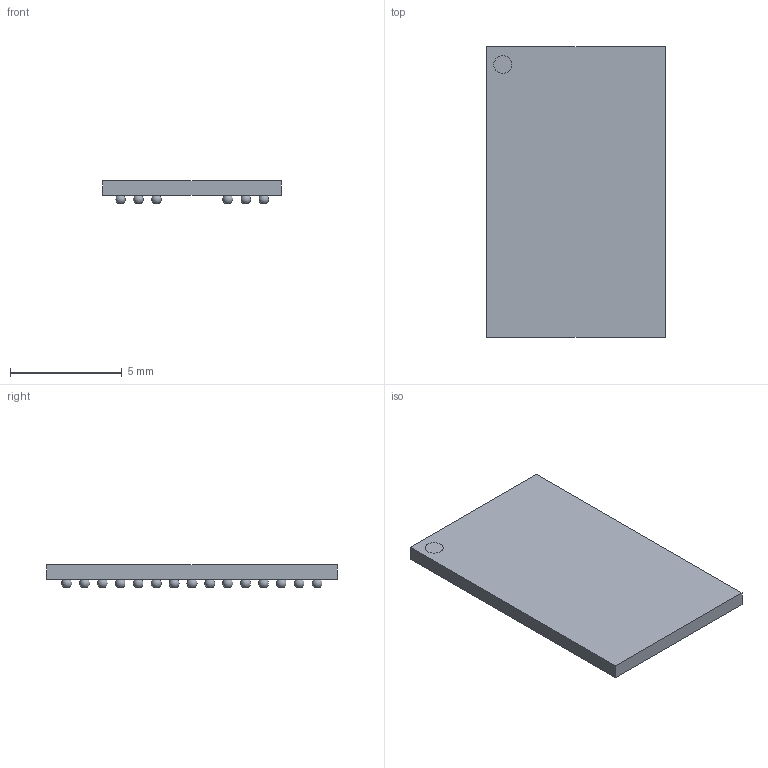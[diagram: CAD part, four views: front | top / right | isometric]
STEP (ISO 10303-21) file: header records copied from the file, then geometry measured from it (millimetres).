
FILE_DESCRIPTION(/* description */ (''),/* implementation_level */ '2;1');
FILE_NAME(/* name */ 'BGA90C80P9X15_800X1120X100.stp',/* time_stamp */ '2016-12-14T15:57:30+01:00',/* author */ ('jchouvet'),/* organization */ (''),/* preprocessor_version */ 'ST-DEVELOPER v16.1',/* originating_system */ 'AutoCAD Mechanical',/* authorisation */ '');
FILE_SCHEMA (('AUTOMOTIVE_DESIGN { 1 0 10303 214 3 1 1 }'));
Length unit declared in the file: millimetre
Products named in the file (1): Product
Bounding box: 8 x 13 x 1 mm (x, y, z)
Volume: 71.6 mm3; surface area: 292.6 mm2
Topology: 92 solids, 92 shells, 281 faces, 378 edges, 282 vertices
Faces by surface type: plane 189, sphere 90, cylinder 2
Full cylindrical faces by diameter (mm): 0.8 x2
Entity records: 4694 total; most frequent: DIRECTION 944, CARTESIAN_POINT 670, AXIS2_PLACEMENT_3D 466, ORIENTED_EDGE 392, EDGE_LOOP 374, FACE_OUTER_BOUND 281, ADVANCED_FACE 281, EDGE_CURVE 196
